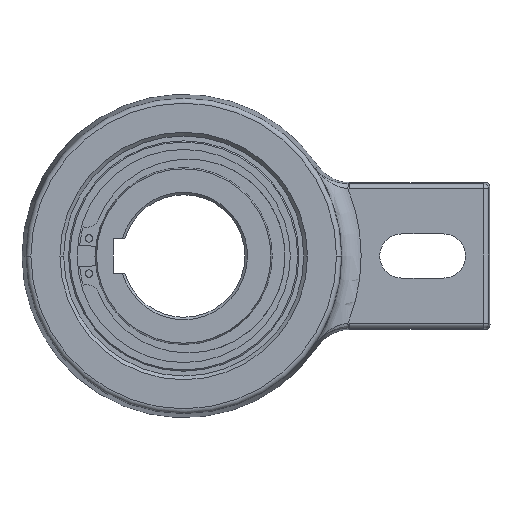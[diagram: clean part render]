
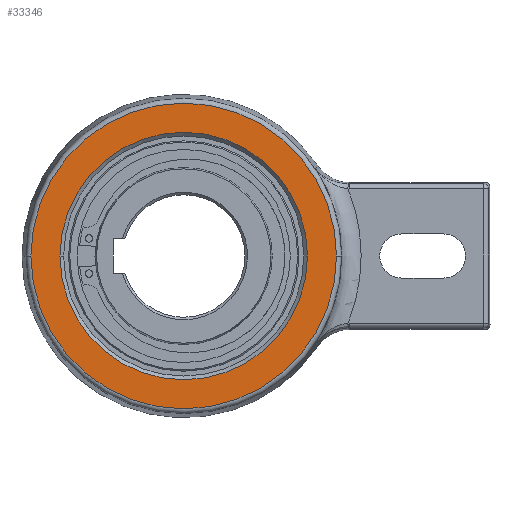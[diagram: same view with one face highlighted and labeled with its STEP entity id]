
A CAD part, left-side view. The second image highlights one B-rep face of the part: STEP entity #33346.
In plain terms, the highlighted planar face has unit normal (-1, 0, 0).
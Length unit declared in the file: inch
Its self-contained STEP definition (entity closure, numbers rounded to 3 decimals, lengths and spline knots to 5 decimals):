
#12503=CARTESIAN_POINT('',(-0.64961,0.,0.));
#12504=DIRECTION('',(1.,0.,0.));
#12505=DIRECTION('',(0.,-1.,0.));
#12506=AXIS2_PLACEMENT_3D('',#12503,#12504,#12505);
#12508=CARTESIAN_POINT('',(-0.64961,0.,0.));
#12509=DIRECTION('',(1.,0.,0.));
#12510=DIRECTION('',(0.,1.,0.));
#12511=AXIS2_PLACEMENT_3D('',#12508,#12509,#12510);
#12513=CARTESIAN_POINT('',(-0.64961,0.,0.));
#12514=DIRECTION('',(-1.,0.,0.));
#12515=DIRECTION('',(0.,-1.,0.));
#12516=AXIS2_PLACEMENT_3D('',#12513,#12514,#12515);
#12528=CARTESIAN_POINT('',(-0.64961,0.,0.));
#12529=DIRECTION('',(-1.,0.,0.));
#12530=DIRECTION('',(0.,1.,0.));
#12531=AXIS2_PLACEMENT_3D('',#12528,#12529,#12530);
#15707=CARTESIAN_POINT('',(-0.64961,2.45511,0.));
#15709=VERTEX_POINT('',#15707);
#15711=CARTESIAN_POINT('',(-0.64961,-1.98819,0.));
#15712=CARTESIAN_POINT('',(-0.64961,1.98819,0.));
#15713=VERTEX_POINT('',#15711);
#15714=VERTEX_POINT('',#15712);
#15716=CARTESIAN_POINT('',(-0.64961,-2.45511,0.));
#15718=VERTEX_POINT('',#15716);
#33331=CARTESIAN_POINT('',(-0.64961,0.,0.));
#33332=DIRECTION('',(1.,0.,0.));
#33333=DIRECTION('',(0.,-1.,0.));
#33334=AXIS2_PLACEMENT_3D('',#33331,#33332,#33333);
#33335=PLANE('',#33334);
#33337=ORIENTED_EDGE('',*,*,#33336,.F.);
#33339=ORIENTED_EDGE('',*,*,#33338,.F.);
#33340=EDGE_LOOP('',(#33337,#33339));
#33341=FACE_OUTER_BOUND('',#33340,.F.);
#33342=ORIENTED_EDGE('',*,*,#33324,.F.);
#33343=ORIENTED_EDGE('',*,*,#33310,.F.);
#33344=EDGE_LOOP('',(#33342,#33343));
#33345=FACE_BOUND('',#33344,.F.);
#12507=CIRCLE('',#12506,1.98819);
#12512=CIRCLE('',#12511,1.98819);
#12517=CIRCLE('',#12516,2.45511);
#12532=CIRCLE('',#12531,2.45511);
#33310=EDGE_CURVE('',#15714,#15713,#12512,.T.);
#33324=EDGE_CURVE('',#15713,#15714,#12507,.T.);
#33336=EDGE_CURVE('',#15718,#15709,#12517,.T.);
#33338=EDGE_CURVE('',#15709,#15718,#12532,.T.);
#33346=ADVANCED_FACE('',(#33341,#33345),#33335,.F.);
